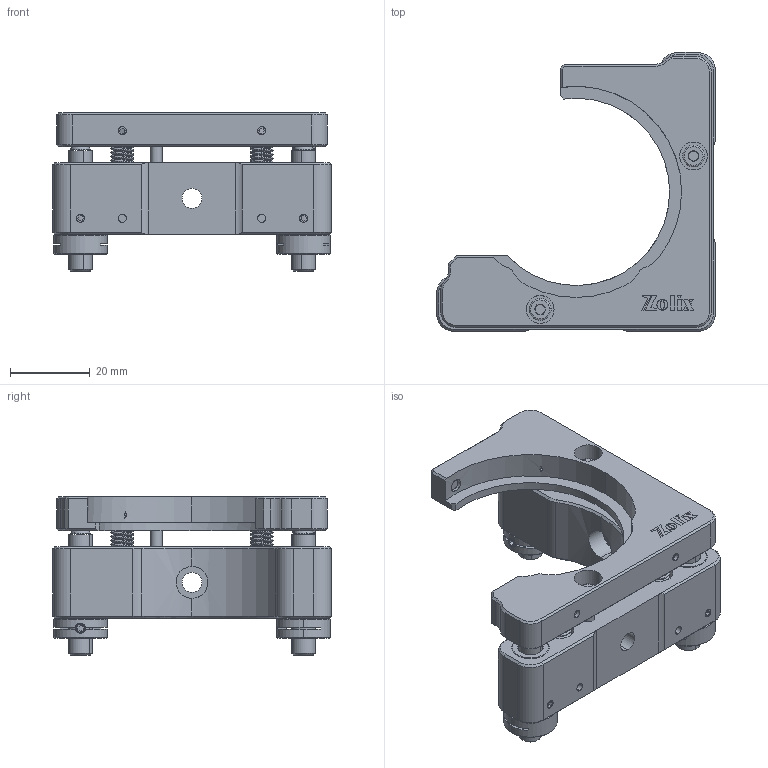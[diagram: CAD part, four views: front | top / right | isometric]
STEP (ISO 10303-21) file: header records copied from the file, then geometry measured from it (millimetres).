
FILE_DESCRIPTION (( 'STEP AP203' ), '1' );
FILE_NAME ('OMUS50.8-B-0.STEP', '2018-12-07T08:38:11', ( '' ), ( '' ), 'SwSTEP 2.0', 'SolidWorks 2016', '' );
FILE_SCHEMA (( 'CONFIG_CONTROL_DESIGN' ));
Length unit declared in the file: millimetre
Products named in the file (1): OMUS50.8-B-0
Bounding box: 70 x 70 x 39.8 mm (x, y, z)
Surface area: 25362.9 mm2 (no closed solid volume)
Topology: 0 solids, 55 shells, 455 faces, 1502 edges, 1069 vertices
Faces by surface type: plane 174, cylinder 152, cone 79, torus 28, bspline 16, sphere 6
Entity records: 42011 total; most frequent: CARTESIAN_POINT 28877, DIRECTION 2764, ORIENTED_EDGE 2403, EDGE_CURVE 1502, VERTEX_POINT 1069, AXIS2_PLACEMENT_3D 940, VECTOR 884, LINE 884
